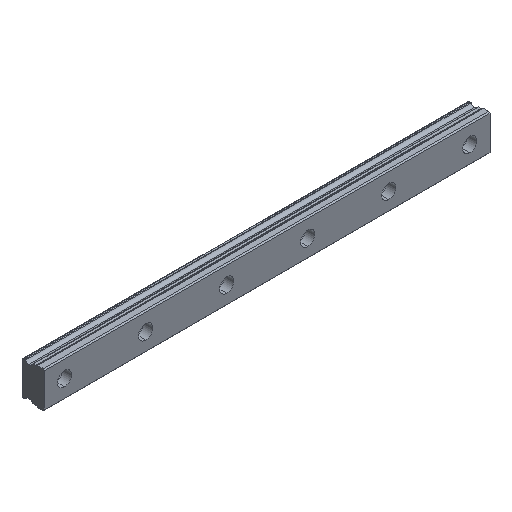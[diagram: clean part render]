
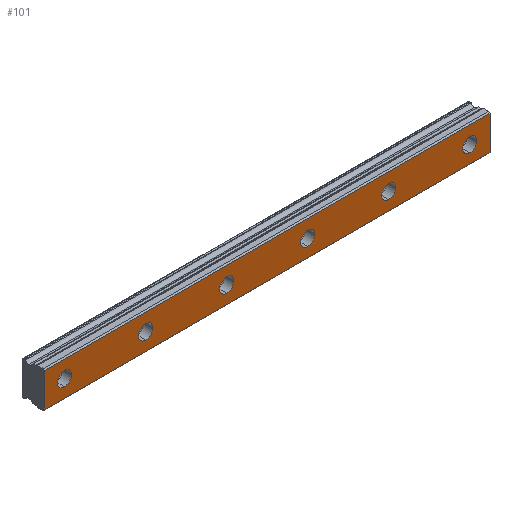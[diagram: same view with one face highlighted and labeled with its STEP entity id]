
A CAD part, isometric view. The second image highlights one B-rep face of the part: STEP entity #101.
In plain terms, the highlighted planar face has unit normal (0, -1, 0).
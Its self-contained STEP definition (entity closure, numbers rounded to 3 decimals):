
#38 = CARTESIAN_POINT ( 'NONE',  ( 0., 0., 0. ) ) ;
#51 = CARTESIAN_POINT ( 'NONE',  ( 40., 0., 0. ) ) ;
#62 = EDGE_CURVE ( 'NONE', #601, #225, #705, .T. ) ;
#71 = DIRECTION ( 'NONE',  ( 0., 0., 1. ) ) ;
#79 = EDGE_LOOP ( 'NONE', ( #1364, #99 ) ) ;
#95 = FACE_BOUND ( 'NONE', #1033, .T. ) ;
#99 = ORIENTED_EDGE ( 'NONE', *, *, #1852, .F. ) ;
#101 = ADVANCED_FACE ( 'NONE', ( #1883, #658, #811, #1590, #971, #235, #95 ), #1113, .F. ) ;
#103 = CARTESIAN_POINT ( 'NONE',  ( 60., 0., 1.75 ) ) ;
#107 = CARTESIAN_POINT ( 'NONE',  ( 40., 0., -1.75 ) ) ;
#137 = CARTESIAN_POINT ( 'NONE',  ( 105., 0., 4.2 ) ) ;
#143 = EDGE_CURVE ( 'NONE', #1121, #151, #1694, .T. ) ;
#146 = AXIS2_PLACEMENT_3D ( 'NONE', #1357, #1546, #1670 ) ;
#151 = VERTEX_POINT ( 'NONE', #1430 ) ;
#156 = EDGE_CURVE ( 'NONE', #1552, #1141, #563, .T. ) ;
#162 = EDGE_CURVE ( 'NONE', #1455, #325, #1760, .T. ) ;
#206 = VERTEX_POINT ( 'NONE', #1320 ) ;
#211 = EDGE_LOOP ( 'NONE', ( #1035, #749 ) ) ;
#221 = EDGE_LOOP ( 'NONE', ( #1864, #1446, #532, #1284 ) ) ;
#222 = DIRECTION ( 'NONE',  ( 0., 0., 1. ) ) ;
#225 = VERTEX_POINT ( 'NONE', #1046 ) ;
#230 = DIRECTION ( 'NONE',  ( 0., -1., 0. ) ) ;
#234 = ORIENTED_EDGE ( 'NONE', *, *, #1721, .F. ) ;
#235 = FACE_BOUND ( 'NONE', #211, .T. ) ;
#236 = CIRCLE ( 'NONE', #1501, 1.75 ) ;
#237 = CIRCLE ( 'NONE', #303, 1.75 ) ;
#247 = VERTEX_POINT ( 'NONE', #107 ) ;
#254 = DIRECTION ( 'NONE',  ( 0., 0., 1. ) ) ;
#282 = EDGE_LOOP ( 'NONE', ( #234, #653 ) ) ;
#303 = AXIS2_PLACEMENT_3D ( 'NONE', #1069, #1098, #764 ) ;
#312 = EDGE_LOOP ( 'NONE', ( #810, #358 ) ) ;
#318 = DIRECTION ( 'NONE',  ( 0., -1., 0. ) ) ;
#325 = VERTEX_POINT ( 'NONE', #1220 ) ;
#335 = CARTESIAN_POINT ( 'NONE',  ( 80., 0., 1.75 ) ) ;
#357 = EDGE_CURVE ( 'NONE', #662, #1680, #774, .T. ) ;
#358 = ORIENTED_EDGE ( 'NONE', *, *, #357, .F. ) ;
#400 = CARTESIAN_POINT ( 'NONE',  ( 105., 0., 4.2 ) ) ;
#408 = DIRECTION ( 'NONE',  ( 0., 0., 1. ) ) ;
#413 = CARTESIAN_POINT ( 'NONE',  ( 100., 0., -1.75 ) ) ;
#419 = VERTEX_POINT ( 'NONE', #1519 ) ;
#425 = AXIS2_PLACEMENT_3D ( 'NONE', #51, #1259, #222 ) ;
#443 = DIRECTION ( 'NONE',  ( 0., 0., -1. ) ) ;
#448 = CARTESIAN_POINT ( 'NONE',  ( 20., 0., 1.75 ) ) ;
#482 = DIRECTION ( 'NONE',  ( 0., -1., 0. ) ) ;
#486 = DIRECTION ( 'NONE',  ( 0., 0., 1. ) ) ;
#492 = CIRCLE ( 'NONE', #1870, 1.75 ) ;
#502 = DIRECTION ( 'NONE',  ( 0., 0., 1. ) ) ;
#519 = VECTOR ( 'NONE', #1443, 1000. ) ;
#521 = DIRECTION ( 'NONE',  ( 0., 0., 1. ) ) ;
#528 = EDGE_LOOP ( 'NONE', ( #1391, #1171 ) ) ;
#532 = ORIENTED_EDGE ( 'NONE', *, *, #1685, .F. ) ;
#539 = DIRECTION ( 'NONE',  ( 0., 1., 0. ) ) ;
#562 = CARTESIAN_POINT ( 'NONE',  ( 100., 0., 0. ) ) ;
#563 = LINE ( 'NONE', #1486, #618 ) ;
#580 = CIRCLE ( 'NONE', #1335, 1.75 ) ;
#601 = VERTEX_POINT ( 'NONE', #103 ) ;
#618 = VECTOR ( 'NONE', #870, 1000. ) ;
#653 = ORIENTED_EDGE ( 'NONE', *, *, #1605, .F. ) ;
#658 = FACE_BOUND ( 'NONE', #282, .T. ) ;
#662 = VERTEX_POINT ( 'NONE', #706 ) ;
#705 = CIRCLE ( 'NONE', #1377, 1.75 ) ;
#706 = CARTESIAN_POINT ( 'NONE',  ( 80., 0., -1.75 ) ) ;
#749 = ORIENTED_EDGE ( 'NONE', *, *, #1672, .F. ) ;
#764 = DIRECTION ( 'NONE',  ( 0., 0., 1. ) ) ;
#765 = VERTEX_POINT ( 'NONE', #448 ) ;
#771 = DIRECTION ( 'NONE',  ( 0., 0., 1. ) ) ;
#773 = AXIS2_PLACEMENT_3D ( 'NONE', #400, #539, #71 ) ;
#774 = CIRCLE ( 'NONE', #1601, 1.75 ) ;
#780 = EDGE_CURVE ( 'NONE', #1680, #662, #236, .T. ) ;
#810 = ORIENTED_EDGE ( 'NONE', *, *, #780, .F. ) ;
#811 = FACE_BOUND ( 'NONE', #528, .T. ) ;
#829 = LINE ( 'NONE', #1281, #519 ) ;
#847 = DIRECTION ( 'NONE',  ( 0., -1., 0. ) ) ;
#870 = DIRECTION ( 'NONE',  ( 0., 0., 1. ) ) ;
#875 = ORIENTED_EDGE ( 'NONE', *, *, #1589, .F. ) ;
#884 = EDGE_CURVE ( 'NONE', #151, #1121, #1050, .T. ) ;
#919 = CARTESIAN_POINT ( 'NONE',  ( 105., 0., 4.2 ) ) ;
#957 = DIRECTION ( 'NONE',  ( 0., -1., 0. ) ) ;
#960 = CIRCLE ( 'NONE', #1693, 1.75 ) ;
#971 = FACE_BOUND ( 'NONE', #79, .T. ) ;
#1017 = VECTOR ( 'NONE', #1677, 1000. ) ;
#1033 = EDGE_LOOP ( 'NONE', ( #1411, #875 ) ) ;
#1035 = ORIENTED_EDGE ( 'NONE', *, *, #1431, .F. ) ;
#1046 = CARTESIAN_POINT ( 'NONE',  ( 60., 0., -1.75 ) ) ;
#1050 = CIRCLE ( 'NONE', #1292, 1.75 ) ;
#1058 = CARTESIAN_POINT ( 'NONE',  ( 40., 0., 0. ) ) ;
#1065 = LINE ( 'NONE', #919, #1017 ) ;
#1069 = CARTESIAN_POINT ( 'NONE',  ( 20., 0., 0. ) ) ;
#1072 = DIRECTION ( 'NONE',  ( 0., -1., 0. ) ) ;
#1083 = EDGE_CURVE ( 'NONE', #325, #1552, #829, .T. ) ;
#1098 = DIRECTION ( 'NONE',  ( 0., -1., 0. ) ) ;
#1108 = CIRCLE ( 'NONE', #425, 1.75 ) ;
#1113 = PLANE ( 'NONE',  #773 ) ;
#1121 = VERTEX_POINT ( 'NONE', #413 ) ;
#1122 = DIRECTION ( 'NONE',  ( 0., -1., 0. ) ) ;
#1141 = VERTEX_POINT ( 'NONE', #1498 ) ;
#1149 = CARTESIAN_POINT ( 'NONE',  ( -5., 0., -4.2 ) ) ;
#1163 = CARTESIAN_POINT ( 'NONE',  ( 60., 0., 0. ) ) ;
#1168 = DIRECTION ( 'NONE',  ( 0., -1., 0. ) ) ;
#1171 = ORIENTED_EDGE ( 'NONE', *, *, #143, .F. ) ;
#1172 = DIRECTION ( 'NONE',  ( 0., 0., 1. ) ) ;
#1212 = DIRECTION ( 'NONE',  ( 0., 0., 1. ) ) ;
#1220 = CARTESIAN_POINT ( 'NONE',  ( 105., 0., -4.2 ) ) ;
#1241 = EDGE_CURVE ( 'NONE', #765, #419, #237, .T. ) ;
#1259 = DIRECTION ( 'NONE',  ( 0., -1., 0. ) ) ;
#1281 = CARTESIAN_POINT ( 'NONE',  ( 105., 0., -4.2 ) ) ;
#1284 = ORIENTED_EDGE ( 'NONE', *, *, #156, .F. ) ;
#1292 = AXIS2_PLACEMENT_3D ( 'NONE', #562, #1168, #408 ) ;
#1300 = VERTEX_POINT ( 'NONE', #1831 ) ;
#1320 = CARTESIAN_POINT ( 'NONE',  ( 0., 0., -1.75 ) ) ;
#1335 = AXIS2_PLACEMENT_3D ( 'NONE', #38, #318, #771 ) ;
#1339 = AXIS2_PLACEMENT_3D ( 'NONE', #1866, #230, #521 ) ;
#1357 = CARTESIAN_POINT ( 'NONE',  ( 20., 0., 0. ) ) ;
#1364 = ORIENTED_EDGE ( 'NONE', *, *, #62, .F. ) ;
#1375 = CIRCLE ( 'NONE', #1871, 1.75 ) ;
#1377 = AXIS2_PLACEMENT_3D ( 'NONE', #1742, #1122, #254 ) ;
#1378 = CARTESIAN_POINT ( 'NONE',  ( 80., 0., 0. ) ) ;
#1391 = ORIENTED_EDGE ( 'NONE', *, *, #884, .F. ) ;
#1411 = ORIENTED_EDGE ( 'NONE', *, *, #1241, .F. ) ;
#1430 = CARTESIAN_POINT ( 'NONE',  ( 100., 0., 1.75 ) ) ;
#1431 = EDGE_CURVE ( 'NONE', #1300, #247, #1108, .T. ) ;
#1443 = DIRECTION ( 'NONE',  ( -1., 0., 0. ) ) ;
#1446 = ORIENTED_EDGE ( 'NONE', *, *, #162, .F. ) ;
#1455 = VERTEX_POINT ( 'NONE', #137 ) ;
#1486 = CARTESIAN_POINT ( 'NONE',  ( -5., 0., 4.2 ) ) ;
#1498 = CARTESIAN_POINT ( 'NONE',  ( -5., 0., 4.2 ) ) ;
#1501 = AXIS2_PLACEMENT_3D ( 'NONE', #1378, #1072, #486 ) ;
#1502 = VERTEX_POINT ( 'NONE', #1921 ) ;
#1519 = CARTESIAN_POINT ( 'NONE',  ( 20., 0., -1.75 ) ) ;
#1546 = DIRECTION ( 'NONE',  ( 0., -1., 0. ) ) ;
#1552 = VERTEX_POINT ( 'NONE', #1149 ) ;
#1556 = DIRECTION ( 'NONE',  ( 0., 0., 1. ) ) ;
#1589 = EDGE_CURVE ( 'NONE', #419, #765, #1662, .T. ) ;
#1590 = FACE_BOUND ( 'NONE', #312, .T. ) ;
#1601 = AXIS2_PLACEMENT_3D ( 'NONE', #1700, #482, #1556 ) ;
#1605 = EDGE_CURVE ( 'NONE', #206, #1502, #580, .T. ) ;
#1659 = DIRECTION ( 'NONE',  ( 0., -1., 0. ) ) ;
#1662 = CIRCLE ( 'NONE', #146, 1.75 ) ;
#1670 = DIRECTION ( 'NONE',  ( 0., 0., 1. ) ) ;
#1672 = EDGE_CURVE ( 'NONE', #247, #1300, #492, .T. ) ;
#1677 = DIRECTION ( 'NONE',  ( 1., 0., 0. ) ) ;
#1680 = VERTEX_POINT ( 'NONE', #335 ) ;
#1685 = EDGE_CURVE ( 'NONE', #1141, #1455, #1065, .T. ) ;
#1693 = AXIS2_PLACEMENT_3D ( 'NONE', #1163, #847, #1172 ) ;
#1694 = CIRCLE ( 'NONE', #1339, 1.75 ) ;
#1700 = CARTESIAN_POINT ( 'NONE',  ( 80., 0., 0. ) ) ;
#1721 = EDGE_CURVE ( 'NONE', #1502, #206, #1375, .T. ) ;
#1724 = CARTESIAN_POINT ( 'NONE',  ( 0., 0., 0. ) ) ;
#1742 = CARTESIAN_POINT ( 'NONE',  ( 60., 0., 0. ) ) ;
#1760 = LINE ( 'NONE', #1915, #1873 ) ;
#1831 = CARTESIAN_POINT ( 'NONE',  ( 40., 0., 1.75 ) ) ;
#1852 = EDGE_CURVE ( 'NONE', #225, #601, #960, .T. ) ;
#1864 = ORIENTED_EDGE ( 'NONE', *, *, #1083, .F. ) ;
#1866 = CARTESIAN_POINT ( 'NONE',  ( 100., 0., 0. ) ) ;
#1870 = AXIS2_PLACEMENT_3D ( 'NONE', #1058, #1659, #1212 ) ;
#1871 = AXIS2_PLACEMENT_3D ( 'NONE', #1724, #957, #502 ) ;
#1873 = VECTOR ( 'NONE', #443, 1000. ) ;
#1883 = FACE_OUTER_BOUND ( 'NONE', #221, .T. ) ;
#1915 = CARTESIAN_POINT ( 'NONE',  ( 105., 0., 4.2 ) ) ;
#1921 = CARTESIAN_POINT ( 'NONE',  ( 0., 0., 1.75 ) ) ;
